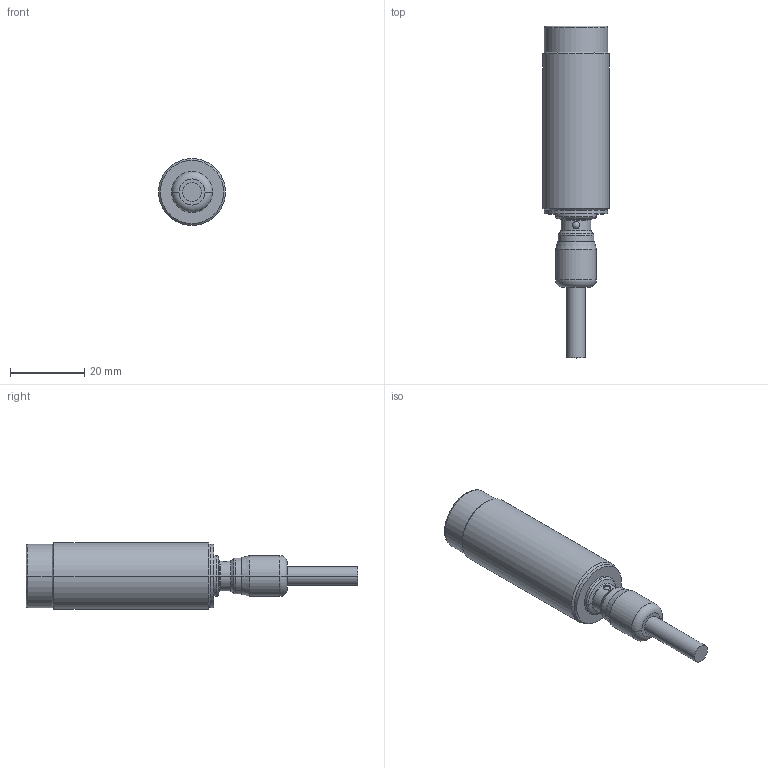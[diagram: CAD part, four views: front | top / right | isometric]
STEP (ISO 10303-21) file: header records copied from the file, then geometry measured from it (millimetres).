
FILE_DESCRIPTION((''),'2;1');
FILE_NAME('DW-LD-713-M18','2010-11-23T',('Ingenieurbuero Eiseler'),('Pepperl+Fuchs'),'PRO/ENGINEER BY PARAMETRIC TECHNOLOGY CORPORATION, 2007250','PRO/ENGINEER BY PARAMETRIC TECHNOLOGY CORPORATION, 2007250','');
FILE_SCHEMA(('CONFIG_CONTROL_DESIGN'));
Length unit declared in the file: millimetre
Products named in the file (1): DW-LD-713-M18
Bounding box: 18 x 89.2 x 18 mm (x, y, z)
Volume: 14588.2 mm3; surface area: 4239.3 mm2
Topology: 1 solids, 1 shells, 47 faces, 140 edges, 100 vertices
Faces by surface type: cylinder 18, torus 12, cone 10, plane 6, sphere 1
Entity records: 2151 total; most frequent: DIRECTION 312, CARTESIAN_POINT 302, ORIENTED_EDGE 184, PRESENTATION_STYLE_ASSIGNMENT 157, STYLED_ITEM 154, CURVE_STYLE 147, AXIS2_PLACEMENT_3D 126, EDGE_CURVE 92
